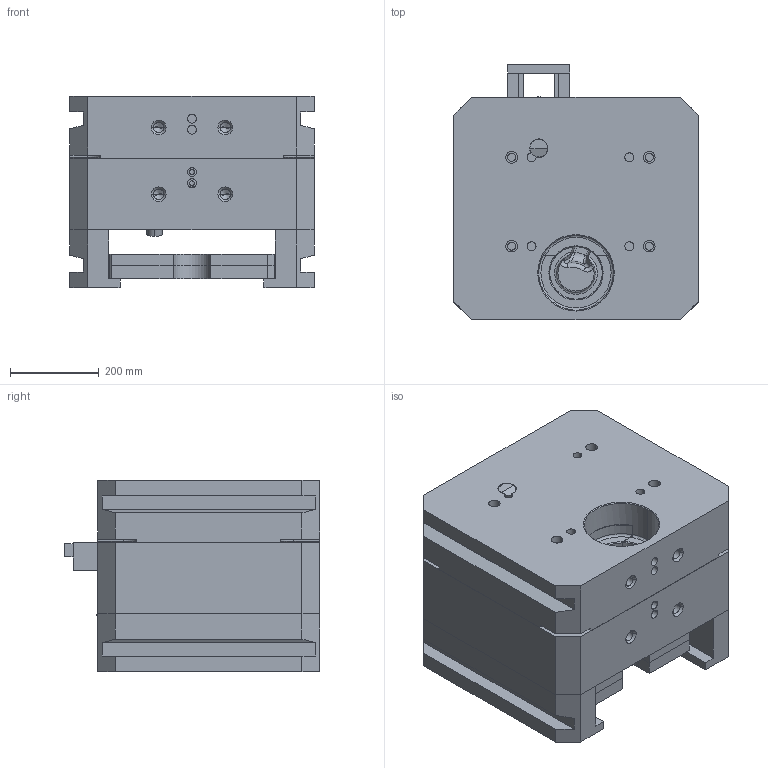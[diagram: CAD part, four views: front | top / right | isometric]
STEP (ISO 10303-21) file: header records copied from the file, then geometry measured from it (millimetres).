
FILE_DESCRIPTION((''),'2;1');
FILE_NAME('MFG0001_ASM','2019-03-29T',('Administrator'),(''),'CREO PARAMETRIC BY PTC INC, 2014190','CREO PARAMETRIC BY PTC INC, 2014190','');
FILE_SCHEMA(('CONFIG_CONTROL_DESIGN'));
Products named in the file (17): 11; MFG0001_REF; MOLD_VOL_2; MOLD_VOL_3; MOLD_VOL_4; 2; B; A; MJ; DZB; MZB; HK; XDZ; NMK; DB; FLZ; MFG0001_ASM
Assembly tree (16 placements, depth 2):
  MFG0001_ASM
    11
    MFG0001_REF
    MOLD_VOL_2
    MOLD_VOL_3
    MOLD_VOL_4
    2
    B
    A
    MJ
    DZB
    MZB
    HK
    XDZ
    NMK
    DB
    FLZ
Bounding box: 550 x 575 x 430.2 mm (x, y, z)
Volume: 95873433.7 mm3; surface area: 4436480.8 mm2
Topology: 16 solids, 16 shells, 1316 faces, 3377 edges, 2069 vertices
Faces by surface type: plane 445, cylinder 389, bspline 247, cone 192, torus 43
Entity records: 53431 total; most frequent: CARTESIAN_POINT 22843, ORIENTED_EDGE 6630, DIRECTION 5789, EDGE_CURVE 3315, AXIS2_PLACEMENT_3D 2080, VERTEX_POINT 2069, VECTOR 1629, LINE 1629
